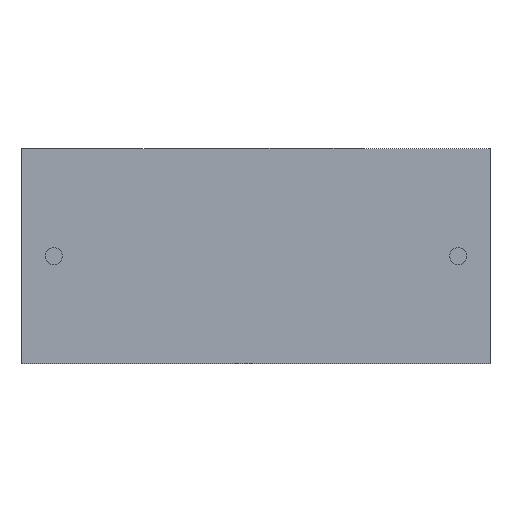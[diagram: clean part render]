
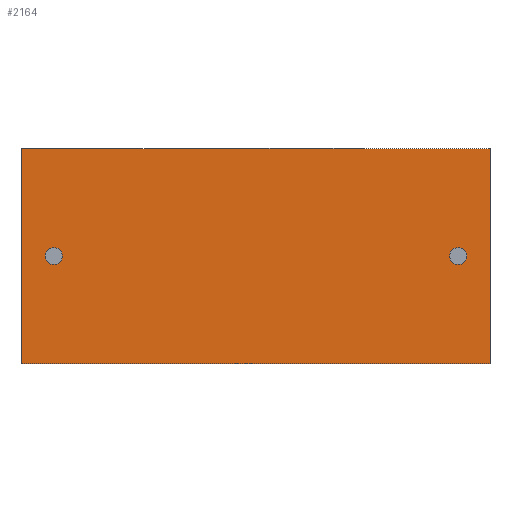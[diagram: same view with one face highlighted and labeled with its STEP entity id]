
A CAD part, front view. The second image highlights one B-rep face of the part: STEP entity #2164.
In plain terms, the highlighted planar face has unit normal (0, -1, 0).
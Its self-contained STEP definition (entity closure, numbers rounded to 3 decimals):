
#16 = CIRCLE ( 'NONE', #1312, 0.425 ) ;
#22 = DIRECTION ( 'NONE',  ( 1., 0., 0. ) ) ;
#43 = CARTESIAN_POINT ( 'NONE',  ( 21.9, 0., 5.4 ) ) ;
#48 = LINE ( 'NONE', #626, #106 ) ;
#79 = LINE ( 'NONE', #1161, #111 ) ;
#106 = VECTOR ( 'NONE', #430, 1000. ) ;
#110 = EDGE_CURVE ( 'NONE', #1112, #1625, #319, .T. ) ;
#111 = VECTOR ( 'NONE', #22, 1000. ) ;
#202 = DIRECTION ( 'NONE',  ( 0., 1., 0. ) ) ;
#204 = FACE_OUTER_BOUND ( 'NONE', #2247, .T. ) ;
#258 = DIRECTION ( 'NONE',  ( 0., -1., 0. ) ) ;
#266 = VERTEX_POINT ( 'NONE', #2325 ) ;
#283 = EDGE_CURVE ( 'NONE', #543, #2015, #798, .T. ) ;
#319 = LINE ( 'NONE', #972, #2326 ) ;
#322 = EDGE_LOOP ( 'NONE', ( #437, #2452 ) ) ;
#326 = CARTESIAN_POINT ( 'NONE',  ( 23.5, 0., 0. ) ) ;
#330 = ORIENTED_EDGE ( 'NONE', *, *, #110, .T. ) ;
#368 = CIRCLE ( 'NONE', #1202, 0.425 ) ;
#430 = DIRECTION ( 'NONE',  ( 0., 0., -1. ) ) ;
#437 = ORIENTED_EDGE ( 'NONE', *, *, #931, .T. ) ;
#448 = CARTESIAN_POINT ( 'NONE',  ( 1.6, 0., 5.4 ) ) ;
#515 = AXIS2_PLACEMENT_3D ( 'NONE', #43, #1159, #1371 ) ;
#543 = VERTEX_POINT ( 'NONE', #1109 ) ;
#618 = CARTESIAN_POINT ( 'NONE',  ( 21.9, 0., 5.4 ) ) ;
#620 = CARTESIAN_POINT ( 'NONE',  ( 21.9, 0., 4.975 ) ) ;
#626 = CARTESIAN_POINT ( 'NONE',  ( 23.5, 0., 10.8 ) ) ;
#680 = DIRECTION ( 'NONE',  ( 1., 0., 0. ) ) ;
#756 = ORIENTED_EDGE ( 'NONE', *, *, #1525, .F. ) ;
#798 = CIRCLE ( 'NONE', #2196, 0.425 ) ;
#859 = CARTESIAN_POINT ( 'NONE',  ( 0., 0., 10.8 ) ) ;
#881 = EDGE_CURVE ( 'NONE', #1625, #2148, #79, .T. ) ;
#887 = VECTOR ( 'NONE', #680, 1000. ) ;
#931 = EDGE_CURVE ( 'NONE', #266, #1374, #368, .T. ) ;
#944 = CARTESIAN_POINT ( 'NONE',  ( 0., 0., 10.8 ) ) ;
#972 = CARTESIAN_POINT ( 'NONE',  ( 0., 0., 10.8 ) ) ;
#987 = EDGE_LOOP ( 'NONE', ( #2071, #756 ) ) ;
#1041 = LINE ( 'NONE', #859, #887 ) ;
#1045 = EDGE_CURVE ( 'NONE', #1112, #2047, #1041, .T. ) ;
#1104 = DIRECTION ( 'NONE',  ( 0., -1., 0. ) ) ;
#1109 = CARTESIAN_POINT ( 'NONE',  ( 1.6, 0., 5.825 ) ) ;
#1112 = VERTEX_POINT ( 'NONE', #2215 ) ;
#1114 = CARTESIAN_POINT ( 'NONE',  ( 23.5, 0., 10.8 ) ) ;
#1159 = DIRECTION ( 'NONE',  ( 0., 1., 0. ) ) ;
#1161 = CARTESIAN_POINT ( 'NONE',  ( 0., 0., 0. ) ) ;
#1202 = AXIS2_PLACEMENT_3D ( 'NONE', #618, #1779, #2145 ) ;
#1219 = ORIENTED_EDGE ( 'NONE', *, *, #1045, .F. ) ;
#1297 = AXIS2_PLACEMENT_3D ( 'NONE', #944, #202, #2284 ) ;
#1312 = AXIS2_PLACEMENT_3D ( 'NONE', #1843, #1104, #1679 ) ;
#1325 = EDGE_CURVE ( 'NONE', #2047, #2148, #48, .T. ) ;
#1344 = ORIENTED_EDGE ( 'NONE', *, *, #1325, .F. ) ;
#1347 = PLANE ( 'NONE',  #1297 ) ;
#1371 = DIRECTION ( 'NONE',  ( 0., 0., -1. ) ) ;
#1374 = VERTEX_POINT ( 'NONE', #620 ) ;
#1525 = EDGE_CURVE ( 'NONE', #2015, #543, #16, .T. ) ;
#1584 = FACE_BOUND ( 'NONE', #987, .T. ) ;
#1625 = VERTEX_POINT ( 'NONE', #1730 ) ;
#1675 = FACE_BOUND ( 'NONE', #322, .T. ) ;
#1679 = DIRECTION ( 'NONE',  ( 0., 0., 1. ) ) ;
#1730 = CARTESIAN_POINT ( 'NONE',  ( 0., 0., 0. ) ) ;
#1742 = ORIENTED_EDGE ( 'NONE', *, *, #881, .T. ) ;
#1779 = DIRECTION ( 'NONE',  ( 0., 1., 0. ) ) ;
#1843 = CARTESIAN_POINT ( 'NONE',  ( 1.6, 0., 5.4 ) ) ;
#1911 = DIRECTION ( 'NONE',  ( 0., 0., -1. ) ) ;
#2009 = CIRCLE ( 'NONE', #515, 0.425 ) ;
#2015 = VERTEX_POINT ( 'NONE', #2442 ) ;
#2047 = VERTEX_POINT ( 'NONE', #1114 ) ;
#2071 = ORIENTED_EDGE ( 'NONE', *, *, #283, .F. ) ;
#2145 = DIRECTION ( 'NONE',  ( 0., 0., -1. ) ) ;
#2148 = VERTEX_POINT ( 'NONE', #326 ) ;
#2164 = ADVANCED_FACE ( 'NONE', ( #1675, #204, #1584 ), #1347, .F. ) ;
#2196 = AXIS2_PLACEMENT_3D ( 'NONE', #448, #258, #2359 ) ;
#2215 = CARTESIAN_POINT ( 'NONE',  ( 0., 0., 10.8 ) ) ;
#2247 = EDGE_LOOP ( 'NONE', ( #1742, #1344, #1219, #330 ) ) ;
#2284 = DIRECTION ( 'NONE',  ( 0., 0., 1. ) ) ;
#2319 = EDGE_CURVE ( 'NONE', #1374, #266, #2009, .T. ) ;
#2325 = CARTESIAN_POINT ( 'NONE',  ( 21.9, 0., 5.825 ) ) ;
#2326 = VECTOR ( 'NONE', #1911, 1000. ) ;
#2359 = DIRECTION ( 'NONE',  ( 0., 0., 1. ) ) ;
#2442 = CARTESIAN_POINT ( 'NONE',  ( 1.6, 0., 4.975 ) ) ;
#2452 = ORIENTED_EDGE ( 'NONE', *, *, #2319, .T. ) ;
